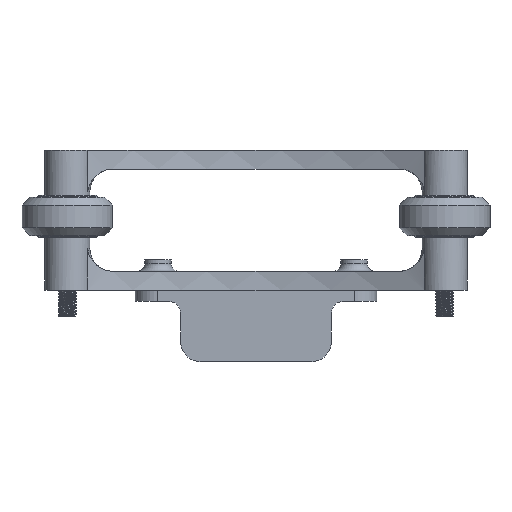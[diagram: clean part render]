
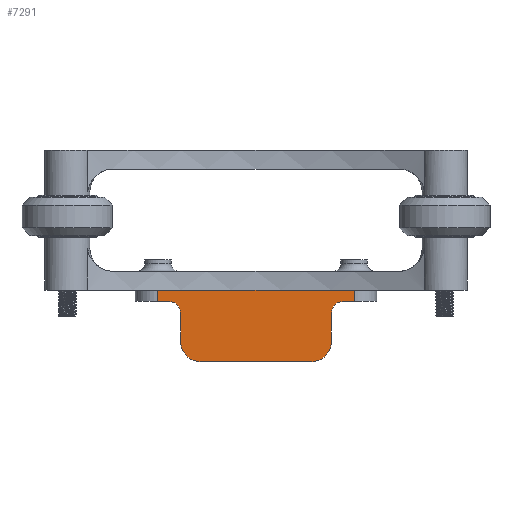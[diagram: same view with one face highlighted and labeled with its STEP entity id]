
A CAD part, front view. The second image highlights one B-rep face of the part: STEP entity #7291.
In plain terms, the highlighted planar face has unit normal (0, -1, 0).
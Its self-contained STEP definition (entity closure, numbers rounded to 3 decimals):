
#998=LINE('',#16832,#1361);
#1001=LINE('',#16842,#1364);
#1002=LINE('',#16846,#1365);
#1003=LINE('',#16850,#1366);
#1004=LINE('',#16852,#1367);
#1005=LINE('',#16854,#1368);
#1006=LINE('',#16856,#1369);
#1007=LINE('',#16858,#1370);
#1361=VECTOR('',#9979,10.);
#1364=VECTOR('',#9990,10.);
#1365=VECTOR('',#9993,10.);
#1366=VECTOR('',#9996,10.);
#1367=VECTOR('',#9997,10.);
#1368=VECTOR('',#9998,10.);
#1369=VECTOR('',#9999,10.);
#1370=VECTOR('',#10000,10.);
#2069=FACE_OUTER_BOUND('',#2520,.T.);
#2520=EDGE_LOOP('',(#6111,#6112,#6113,#6114,#6115,#6116,#6117,#6118,#6119,
#6120,#6121,#6122));
#2936=CIRCLE('',#8374,5.5);
#2938=CIRCLE('',#8377,5.5);
#2939=CIRCLE('',#8378,3.);
#2940=CIRCLE('',#8379,3.);
#3545=VERTEX_POINT('',#16829);
#3546=VERTEX_POINT('',#16831);
#3547=VERTEX_POINT('',#16835);
#3549=VERTEX_POINT('',#16841);
#3550=VERTEX_POINT('',#16843);
#3551=VERTEX_POINT('',#16845);
#3552=VERTEX_POINT('',#16847);
#3553=VERTEX_POINT('',#16849);
#3554=VERTEX_POINT('',#16851);
#3555=VERTEX_POINT('',#16853);
#3556=VERTEX_POINT('',#16855);
#3557=VERTEX_POINT('',#16857);
#4496=EDGE_CURVE('',#3546,#3545,#998,.T.);
#4498=EDGE_CURVE('',#3547,#3545,#2936,.T.);
#4501=EDGE_CURVE('',#3549,#3547,#1001,.T.);
#4502=EDGE_CURVE('',#3550,#3549,#2938,.T.);
#4503=EDGE_CURVE('',#3551,#3550,#1002,.T.);
#4504=EDGE_CURVE('',#3552,#3551,#2939,.T.);
#4505=EDGE_CURVE('',#3552,#3553,#1003,.T.);
#4506=EDGE_CURVE('',#3554,#3553,#1004,.T.);
#4507=EDGE_CURVE('',#3555,#3554,#1005,.T.);
#4508=EDGE_CURVE('',#3556,#3555,#1006,.T.);
#4509=EDGE_CURVE('',#3557,#3556,#1007,.T.);
#4510=EDGE_CURVE('',#3546,#3557,#2940,.T.);
#6111=ORIENTED_EDGE('',*,*,#4498,.F.);
#6112=ORIENTED_EDGE('',*,*,#4501,.F.);
#6113=ORIENTED_EDGE('',*,*,#4502,.F.);
#6114=ORIENTED_EDGE('',*,*,#4503,.F.);
#6115=ORIENTED_EDGE('',*,*,#4504,.F.);
#6116=ORIENTED_EDGE('',*,*,#4505,.T.);
#6117=ORIENTED_EDGE('',*,*,#4506,.F.);
#6118=ORIENTED_EDGE('',*,*,#4507,.F.);
#6119=ORIENTED_EDGE('',*,*,#4508,.F.);
#6120=ORIENTED_EDGE('',*,*,#4509,.F.);
#6121=ORIENTED_EDGE('',*,*,#4510,.F.);
#6122=ORIENTED_EDGE('',*,*,#4496,.T.);
#7009=PLANE('',#8376);
#7291=ADVANCED_FACE('',(#2069),#7009,.T.);
#8374=AXIS2_PLACEMENT_3D('',#16836,#9983,#9984);
#8376=AXIS2_PLACEMENT_3D('',#16840,#9988,#9989);
#8377=AXIS2_PLACEMENT_3D('',#16844,#9991,#9992);
#8378=AXIS2_PLACEMENT_3D('',#16848,#9994,#9995);
#8379=AXIS2_PLACEMENT_3D('',#16859,#10001,#10002);
#9979=DIRECTION('',(0.,0.,-1.));
#9983=DIRECTION('center_axis',(0.,1.,0.));
#9984=DIRECTION('ref_axis',(-0.707,0.,-0.707));
#9988=DIRECTION('center_axis',(0.,-1.,0.));
#9989=DIRECTION('ref_axis',(-1.,0.,0.));
#9990=DIRECTION('',(-1.,0.,0.));
#9991=DIRECTION('center_axis',(0.,1.,0.));
#9992=DIRECTION('ref_axis',(0.707,0.,-0.707));
#9993=DIRECTION('',(0.,0.,-1.));
#9994=DIRECTION('center_axis',(0.,-1.,0.));
#9995=DIRECTION('ref_axis',(-0.707,0.,0.707));
#9996=DIRECTION('',(1.,0.,0.));
#9997=DIRECTION('',(0.,0.,-1.));
#9998=DIRECTION('',(1.,0.,0.));
#9999=DIRECTION('',(0.,0.,1.));
#10000=DIRECTION('',(-1.,0.,0.));
#10001=DIRECTION('center_axis',(0.,-1.,0.));
#10002=DIRECTION('ref_axis',(0.707,0.,0.707));
#16829=CARTESIAN_POINT('',(100.,-6.,-23.5));
#16831=CARTESIAN_POINT('',(100.,-6.,-16.));
#16832=CARTESIAN_POINT('',(100.,-6.,-10.));
#16835=CARTESIAN_POINT('',(105.5,-6.,-29.));
#16836=CARTESIAN_POINT('Origin',(105.5,-6.,-23.5));
#16840=CARTESIAN_POINT('Origin',(140.,-6.,-10.));
#16841=CARTESIAN_POINT('',(134.5,-6.,-29.));
#16842=CARTESIAN_POINT('',(140.,-6.,-29.));
#16843=CARTESIAN_POINT('',(140.,-6.,-23.5));
#16844=CARTESIAN_POINT('Origin',(134.5,-6.,-23.5));
#16845=CARTESIAN_POINT('',(140.,-6.,-16.));
#16846=CARTESIAN_POINT('',(140.,-6.,-10.));
#16847=CARTESIAN_POINT('',(143.,-6.,-13.));
#16848=CARTESIAN_POINT('Origin',(143.,-6.,-16.));
#16849=CARTESIAN_POINT('',(146.,-6.,-13.));
#16850=CARTESIAN_POINT('',(150.,-6.,-13.));
#16851=CARTESIAN_POINT('',(146.,-6.,-10.));
#16852=CARTESIAN_POINT('',(146.,-6.,-10.));
#16853=CARTESIAN_POINT('',(94.,-6.,-10.));
#16854=CARTESIAN_POINT('',(125.5,-6.,-10.));
#16855=CARTESIAN_POINT('',(94.,-6.,-13.));
#16856=CARTESIAN_POINT('',(94.,-6.,-10.));
#16857=CARTESIAN_POINT('',(97.,-6.,-13.));
#16858=CARTESIAN_POINT('',(87.155,-6.,-13.));
#16859=CARTESIAN_POINT('Origin',(97.,-6.,-16.));
